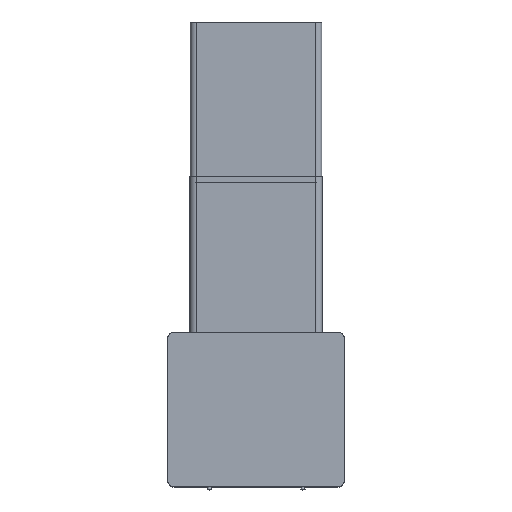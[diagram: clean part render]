
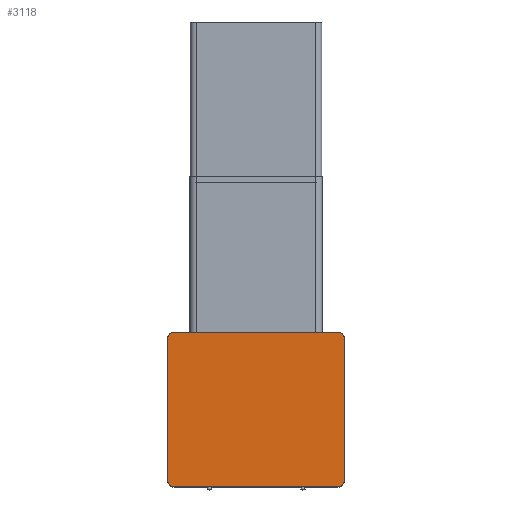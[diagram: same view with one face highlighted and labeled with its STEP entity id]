
A CAD part, top view. The second image highlights one B-rep face of the part: STEP entity #3118.
In plain terms, the highlighted planar face has unit normal (0, 0, 1).
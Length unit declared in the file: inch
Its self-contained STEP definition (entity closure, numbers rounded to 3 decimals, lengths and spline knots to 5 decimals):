
#2791=CARTESIAN_POINT('',(-7.4,-0.56,8.01));
#2792=DIRECTION('',(0.,0.,1.));
#2793=DIRECTION('',(0.,1.,0.));
#2794=AXIS2_PLACEMENT_3D('',#2791,#2792,#2793);
#2796=DIRECTION('',(-1.,0.,0.));
#2797=VECTOR('',#2796,14.8);
#2798=CARTESIAN_POINT('',(7.4,0.02,8.01));
#2799=LINE('',#2798,#2797);
#2800=CARTESIAN_POINT('',(7.4,-0.56,8.01));
#2801=DIRECTION('',(0.,0.,1.));
#2802=DIRECTION('',(1.,0.,0.));
#2803=AXIS2_PLACEMENT_3D('',#2800,#2801,#2802);
#2805=DIRECTION('',(0.,1.,0.));
#2806=VECTOR('',#2805,12.8);
#2807=CARTESIAN_POINT('',(7.98,-13.36,8.01));
#2808=LINE('',#2807,#2806);
#2809=CARTESIAN_POINT('',(7.4,-13.36,8.01));
#2810=DIRECTION('',(0.,0.,1.));
#2811=DIRECTION('',(0.,-1.,0.));
#2812=AXIS2_PLACEMENT_3D('',#2809,#2810,#2811);
#2814=DIRECTION('',(1.,0.,0.));
#2815=VECTOR('',#2814,14.8);
#2816=CARTESIAN_POINT('',(-7.4,-13.94,
8.01));
#2817=LINE('',#2816,#2815);
#2818=CARTESIAN_POINT('',(-7.4,-13.36,8.01));
#2819=DIRECTION('',(0.,0.,1.));
#2820=DIRECTION('',(-1.,0.,0.));
#2821=AXIS2_PLACEMENT_3D('',#2818,#2819,#2820);
#2823=DIRECTION('',(0.,-1.,0.));
#2824=VECTOR('',#2823,12.8);
#2825=CARTESIAN_POINT('',(-7.98,-0.56,
8.01));
#2826=LINE('',#2825,#2824);
#3031=CARTESIAN_POINT('',(-7.4,0.02,8.01));
#3032=CARTESIAN_POINT('',(-7.98,-0.56,8.01));
#3033=VERTEX_POINT('',#3031);
#3034=VERTEX_POINT('',#3032);
#3039=CARTESIAN_POINT('',(-7.98,-13.36,
8.01));
#3040=VERTEX_POINT('',#3039);
#3043=CARTESIAN_POINT('',(-7.4,-13.94,8.01));
#3044=VERTEX_POINT('',#3043);
#3047=CARTESIAN_POINT('',(7.4,-13.94,8.01));
#3048=VERTEX_POINT('',#3047);
#3051=CARTESIAN_POINT('',(7.98,-13.36,8.01));
#3052=VERTEX_POINT('',#3051);
#3055=CARTESIAN_POINT('',(7.98,-0.56,
8.01));
#3056=VERTEX_POINT('',#3055);
#3059=CARTESIAN_POINT('',(7.4,0.02,8.01));
#3060=VERTEX_POINT('',#3059);
#3095=CARTESIAN_POINT('',(0.,0.,8.01));
#3096=DIRECTION('',(0.,0.,1.));
#3097=DIRECTION('',(1.,0.,0.));
#3098=AXIS2_PLACEMENT_3D('',#3095,#3096,#3097);
#3099=PLANE('',#3098);
#3101=ORIENTED_EDGE('',*,*,#3100,.F.);
#3103=ORIENTED_EDGE('',*,*,#3102,.F.);
#3105=ORIENTED_EDGE('',*,*,#3104,.F.);
#3107=ORIENTED_EDGE('',*,*,#3106,.F.);
#3109=ORIENTED_EDGE('',*,*,#3108,.F.);
#3111=ORIENTED_EDGE('',*,*,#3110,.F.);
#3113=ORIENTED_EDGE('',*,*,#3112,.F.);
#3115=ORIENTED_EDGE('',*,*,#3114,.F.);
#3116=EDGE_LOOP('',(#3101,#3103,#3105,#3107,#3109,#3111,#3113,#3115));
#3117=FACE_OUTER_BOUND('',#3116,.F.);
#2795=CIRCLE('',#2794,0.58);
#2804=CIRCLE('',#2803,0.58);
#2813=CIRCLE('',#2812,0.58);
#2822=CIRCLE('',#2821,0.58);
#3100=EDGE_CURVE('',#3033,#3034,#2795,.T.);
#3102=EDGE_CURVE('',#3060,#3033,#2799,.T.);
#3104=EDGE_CURVE('',#3056,#3060,#2804,.T.);
#3106=EDGE_CURVE('',#3052,#3056,#2808,.T.);
#3108=EDGE_CURVE('',#3048,#3052,#2813,.T.);
#3110=EDGE_CURVE('',#3044,#3048,#2817,.T.);
#3112=EDGE_CURVE('',#3040,#3044,#2822,.T.);
#3114=EDGE_CURVE('',#3034,#3040,#2826,.T.);
#3118=ADVANCED_FACE('',(#3117),#3099,.T.);
